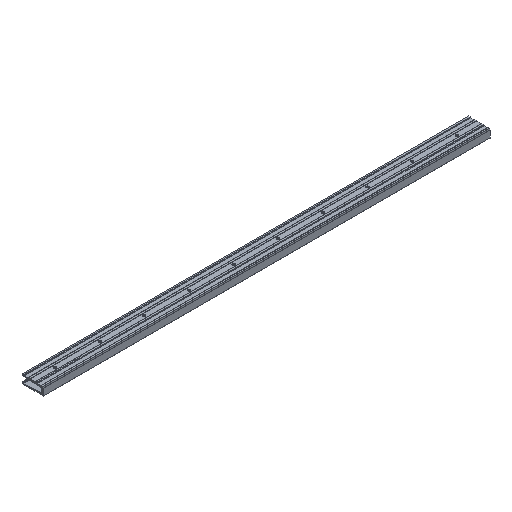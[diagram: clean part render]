
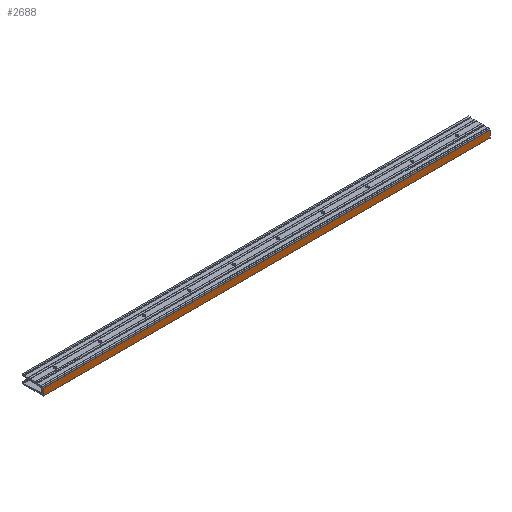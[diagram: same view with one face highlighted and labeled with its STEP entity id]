
A CAD part, isometric view. The second image highlights one B-rep face of the part: STEP entity #2688.
In plain terms, the highlighted planar face has unit normal (0, -1, 0).
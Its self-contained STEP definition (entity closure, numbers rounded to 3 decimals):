
#44 = VECTOR ( 'NONE', #377, 1000. ) ;
#68 = ORIENTED_EDGE ( 'NONE', *, *, #832, .F. ) ;
#198 = VERTEX_POINT ( 'NONE', #1557 ) ;
#244 = CARTESIAN_POINT ( 'NONE',  ( 2500., 0., -18.8 ) ) ;
#377 = DIRECTION ( 'NONE',  ( -1., 0., 0. ) ) ;
#412 = FACE_OUTER_BOUND ( 'NONE', #3065, .T. ) ;
#529 = LINE ( 'NONE', #1571, #4096 ) ;
#821 = DIRECTION ( 'NONE',  ( 0., 0., -1. ) ) ;
#832 = EDGE_CURVE ( 'NONE', #3720, #198, #1699, .T. ) ;
#868 = ORIENTED_EDGE ( 'NONE', *, *, #3779, .F. ) ;
#1005 = ORIENTED_EDGE ( 'NONE', *, *, #1371, .T. ) ;
#1040 = VECTOR ( 'NONE', #2698, 1000. ) ;
#1229 = CARTESIAN_POINT ( 'NONE',  ( 2500., 0., 18.8 ) ) ;
#1314 = PLANE ( 'NONE',  #3898 ) ;
#1371 = EDGE_CURVE ( 'NONE', #3910, #2588, #2722, .T. ) ;
#1449 = CARTESIAN_POINT ( 'NONE',  ( 2500., 0., 18.8 ) ) ;
#1450 = EDGE_CURVE ( 'NONE', #2588, #198, #529, .T. ) ;
#1557 = CARTESIAN_POINT ( 'NONE',  ( 0., 0., -18.8 ) ) ;
#1571 = CARTESIAN_POINT ( 'NONE',  ( 0., 0., 18.8 ) ) ;
#1699 = LINE ( 'NONE', #1762, #44 ) ;
#1762 = CARTESIAN_POINT ( 'NONE',  ( 2500., 0., -18.8 ) ) ;
#1909 = ORIENTED_EDGE ( 'NONE', *, *, #1450, .T. ) ;
#2351 = CARTESIAN_POINT ( 'NONE',  ( 2500., 0., 18.8 ) ) ;
#2374 = CARTESIAN_POINT ( 'NONE',  ( 2500., 0., 18.8 ) ) ;
#2522 = CARTESIAN_POINT ( 'NONE',  ( 0., 0., 18.8 ) ) ;
#2588 = VERTEX_POINT ( 'NONE', #2522 ) ;
#2688 = ADVANCED_FACE ( 'NONE', ( #412 ), #1314, .F. ) ;
#2698 = DIRECTION ( 'NONE',  ( -1., 0., 0. ) ) ;
#2711 = DIRECTION ( 'NONE',  ( 0., 1., 0. ) ) ;
#2722 = LINE ( 'NONE', #1449, #1040 ) ;
#3065 = EDGE_LOOP ( 'NONE', ( #1909, #68, #868, #1005 ) ) ;
#3639 = LINE ( 'NONE', #1229, #4107 ) ;
#3699 = DIRECTION ( 'NONE',  ( 0., 0., 1. ) ) ;
#3720 = VERTEX_POINT ( 'NONE', #244 ) ;
#3779 = EDGE_CURVE ( 'NONE', #3910, #3720, #3639, .T. ) ;
#3898 = AXIS2_PLACEMENT_3D ( 'NONE', #2351, #2711, #3699 ) ;
#3910 = VERTEX_POINT ( 'NONE', #2374 ) ;
#4096 = VECTOR ( 'NONE', #821, 1000. ) ;
#4107 = VECTOR ( 'NONE', #4261, 1000. ) ;
#4261 = DIRECTION ( 'NONE',  ( 0., 0., -1. ) ) ;
